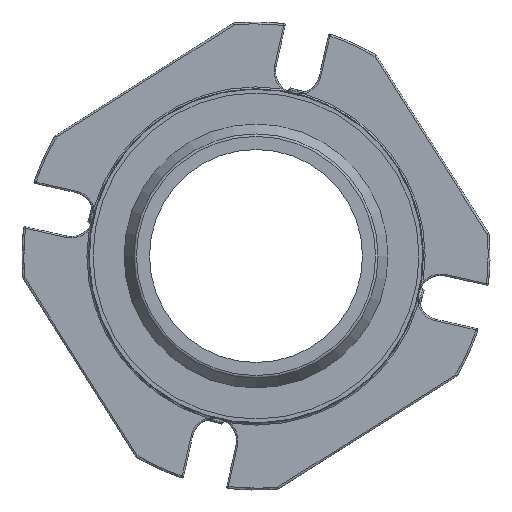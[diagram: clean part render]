
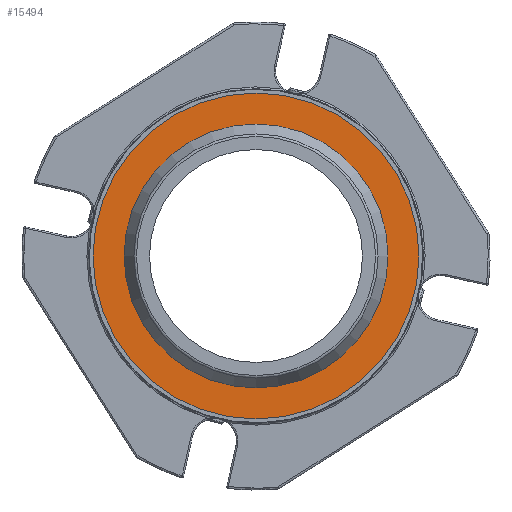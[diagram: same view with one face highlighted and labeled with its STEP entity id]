
A CAD part, left-side view. The second image highlights one B-rep face of the part: STEP entity #15494.
In plain terms, the highlighted planar face has unit normal (-1, 0, 0).
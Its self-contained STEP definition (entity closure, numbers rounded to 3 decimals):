
#3194=PLANE('',#16931);
#7821=ORIENTED_EDGE('',*,*,#10137,.F.);
#7822=ORIENTED_EDGE('',*,*,#10138,.F.);
#10137=EDGE_CURVE('',#11591,#11591,#12297,.T.);
#10138=EDGE_CURVE('',#11592,#11592,#12298,.T.);
#11591=VERTEX_POINT('',#33119);
#11592=VERTEX_POINT('',#33122);
#12297=CIRCLE('',#16930,69.597);
#12298=CIRCLE('',#16932,88.);
#13295=EDGE_LOOP('',(#7821));
#13296=EDGE_LOOP('',(#7822));
#14303=FACE_BOUND('',#13295,.T.);
#14304=FACE_BOUND('',#13296,.T.);
#15494=ADVANCED_FACE('',(#14303,#14304),#3194,.F.);
#16930=AXIS2_PLACEMENT_3D('',#33118,#20728,#20729);
#16931=AXIS2_PLACEMENT_3D('',#33120,#20730,#20731);
#16932=AXIS2_PLACEMENT_3D('',#33121,#20732,#20733);
#20728=DIRECTION('',(-1.,0.,0.));
#20729=DIRECTION('',(0.,0.,1.));
#20730=DIRECTION('',(1.,0.,0.));
#20731=DIRECTION('',(0.,0.,-1.));
#20732=DIRECTION('',(1.,0.,0.));
#20733=DIRECTION('',(0.,0.,-1.));
#33118=CARTESIAN_POINT('',(-24.935,0.,0.));
#33119=CARTESIAN_POINT('',(-24.935,0.,69.597));
#33120=CARTESIAN_POINT('',(-24.935,0.,-73.));
#33121=CARTESIAN_POINT('',(-24.935,0.,0.));
#33122=CARTESIAN_POINT('',(-24.935,0.,-88.));
